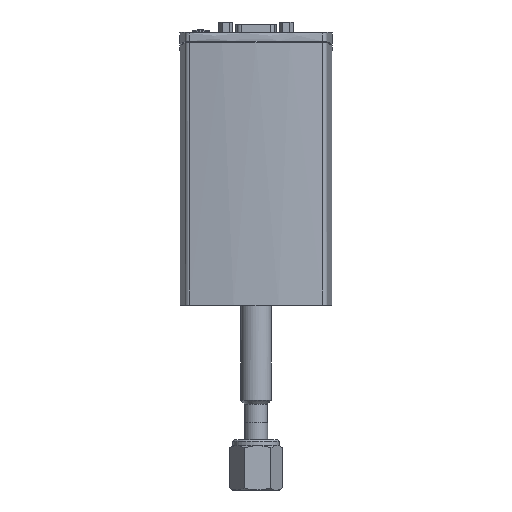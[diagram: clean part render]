
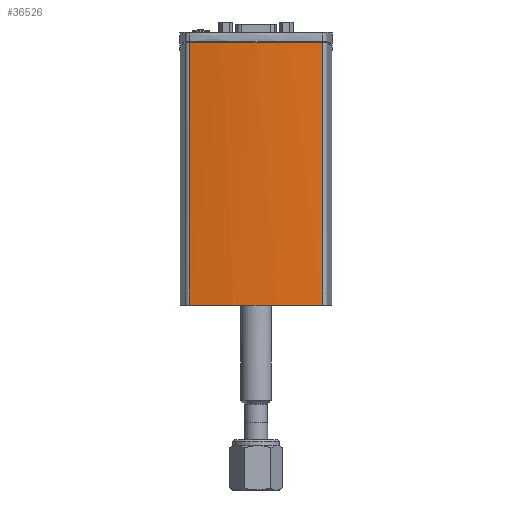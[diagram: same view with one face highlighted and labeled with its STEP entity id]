
A CAD part, left-side view. The second image highlights one B-rep face of the part: STEP entity #36526.
In plain terms, the highlighted cylindrical face has radius 170 mm (diameter 340 mm), a partial arc.
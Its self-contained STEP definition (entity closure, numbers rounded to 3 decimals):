
#900=B_SPLINE_CURVE_WITH_KNOTS('',3,(#78515,#78516,#78517,#78518,#78519,
#78520),.UNSPECIFIED.,.F.,.F.,(4,2,4),(3.561,5.341,
6.145),.UNSPECIFIED.);
#901=B_SPLINE_CURVE_WITH_KNOTS('',3,(#78522,#78523,#78524,#78525,#78526,
#78527),.UNSPECIFIED.,.F.,.F.,(4,2,4),(0.977,1.78,
3.561),.UNSPECIFIED.);
#4350=FACE_OUTER_BOUND('',#6450,.T.);
#6450=EDGE_LOOP('',(#31514,#31515,#31516,#31517,#31518));
#9146=LINE('',#78929,#11861);
#9151=LINE('',#78942,#11866);
#11861=VECTOR('',#48900,10.);
#11866=VECTOR('',#48921,10.);
#13416=CIRCLE('',#39718,170.);
#16542=VERTEX_POINT('',#78432);
#16543=VERTEX_POINT('',#78433);
#16564=VERTEX_POINT('',#78513);
#16565=VERTEX_POINT('',#78514);
#16566=VERTEX_POINT('',#78521);
#21470=EDGE_CURVE('',#16542,#16543,#13416,.T.);
#21509=EDGE_CURVE('',#16564,#16565,#900,.T.);
#21510=EDGE_CURVE('',#16566,#16564,#901,.T.);
#21611=EDGE_CURVE('',#16542,#16566,#9146,.T.);
#21616=EDGE_CURVE('',#16543,#16565,#9151,.T.);
#31514=ORIENTED_EDGE('',*,*,#21509,.T.);
#31515=ORIENTED_EDGE('',*,*,#21616,.F.);
#31516=ORIENTED_EDGE('',*,*,#21470,.F.);
#31517=ORIENTED_EDGE('',*,*,#21611,.T.);
#31518=ORIENTED_EDGE('',*,*,#21510,.T.);
#32712=CYLINDRICAL_SURFACE('',#39837,170.);
#36526=ADVANCED_FACE('',(#4350),#32712,.T.);
#39718=AXIS2_PLACEMENT_3D('',#78434,#48613,#48614);
#39837=AXIS2_PLACEMENT_3D('',#78943,#48922,#48923);
#48613=DIRECTION('center_axis',(0.,0.,
-1.));
#48614=DIRECTION('ref_axis',(1.,0.,0.));
#48900=DIRECTION('',(0.,0.,1.));
#48921=DIRECTION('',(0.,0.,1.));
#48922=DIRECTION('center_axis',(0.,0.,
1.));
#48923=DIRECTION('ref_axis',(-1.,0.,0.));
#78432=CARTESIAN_POINT('',(-29.245,-27.596,9.));
#78433=CARTESIAN_POINT('',(-29.245,27.596,9.));
#78434=CARTESIAN_POINT('Origin',(138.5,0.,
9.));
#78513=CARTESIAN_POINT('',(-31.5,0.,117.2));
#78514=CARTESIAN_POINT('',(-29.245,27.596,117.186));
#78515=CARTESIAN_POINT('Ctrl Pts',(-31.5,0.,
117.2));
#78516=CARTESIAN_POINT('Ctrl Pts',(-31.5,5.934,117.2));
#78517=CARTESIAN_POINT('Ctrl Pts',(-31.169,12.447,117.201));
#78518=CARTESIAN_POINT('Ctrl Pts',(-30.117,21.836,117.195));
#78519=CARTESIAN_POINT('Ctrl Pts',(-29.714,24.748,117.192));
#78520=CARTESIAN_POINT('Ctrl Pts',(-29.245,27.596,117.186));
#78521=CARTESIAN_POINT('',(-29.245,-27.596,117.186));
#78522=CARTESIAN_POINT('Ctrl Pts',(-29.245,-27.596,117.186));
#78523=CARTESIAN_POINT('Ctrl Pts',(-29.714,-24.748,117.192));
#78524=CARTESIAN_POINT('Ctrl Pts',(-30.117,-21.836,
117.195));
#78525=CARTESIAN_POINT('Ctrl Pts',(-31.169,-12.447,
117.201));
#78526=CARTESIAN_POINT('Ctrl Pts',(-31.5,-5.934,
117.2));
#78527=CARTESIAN_POINT('Ctrl Pts',(-31.5,0.,
117.2));
#78929=CARTESIAN_POINT('',(-29.245,-27.596,9.));
#78942=CARTESIAN_POINT('',(-29.245,27.596,9.));
#78943=CARTESIAN_POINT('Origin',(138.5,0.,
9.));
